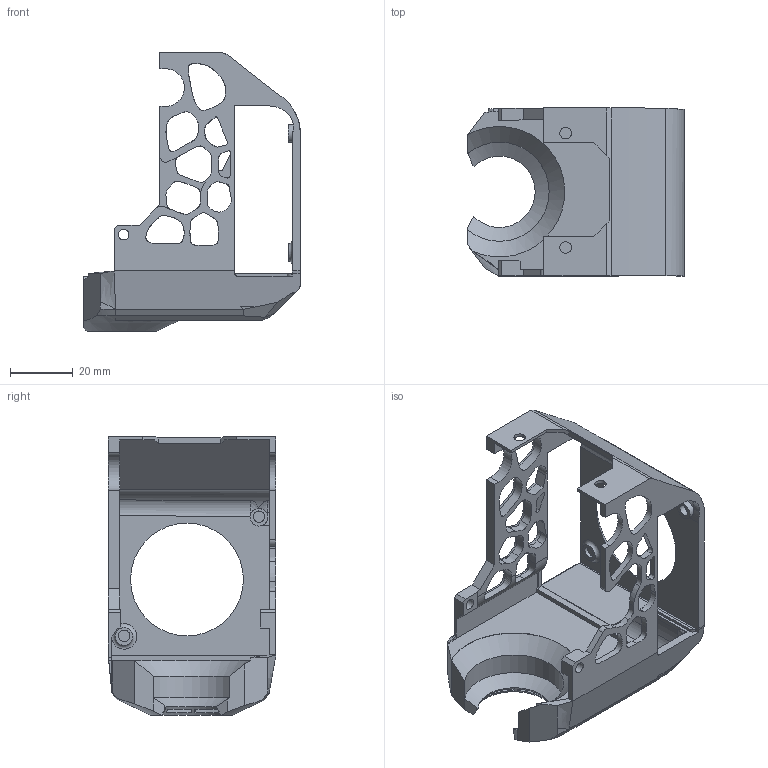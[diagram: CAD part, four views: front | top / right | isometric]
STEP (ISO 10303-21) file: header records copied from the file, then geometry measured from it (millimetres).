
FILE_DESCRIPTION(/* description */ (''),/* implementation_level */ '2;1');
FILE_NAME(/* name */ 'BootyBurner_5015_plata v21.step',/* time_stamp */ '2024-07-04T22:47:23+03:00',/* author */ (''),/* organization */ (''),/* preprocessor_version */ 'ST-DEVELOPER v20',/* originating_system */ 'Autodesk Translation Framework v13.14.0.145',/* authorisation */ '');
FILE_SCHEMA (('AUTOMOTIVE_DESIGN { 1 0 10303 214 3 1 1 }'));
Length unit declared in the file: metre
Products named in the file (1): BootyBurner_4_Split
Bounding box: 69.1 x 53.5 x 88.8 mm (x, y, z)
Volume: 31016.9 mm3; surface area: 30508.7 mm2
Topology: 1 solids, 1 shells, 376 faces, 1072 edges, 679 vertices
Faces by surface type: bspline 158, plane 129, cylinder 64, cone 18, torus 7
Full cylindrical faces by diameter (mm): 3.4 x2, 3.65 x2, 3.7 x2, 5.6 x1
Entity records: 17971 total; most frequent: CARTESIAN_POINT 9169, ORIENTED_EDGE 2132, DIRECTION 1330, EDGE_CURVE 1066, VERTEX_POINT 679, LINE 530, VECTOR 530, EDGE_LOOP 424
